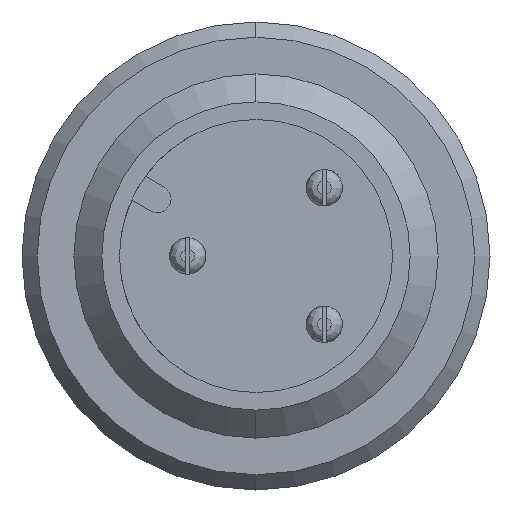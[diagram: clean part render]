
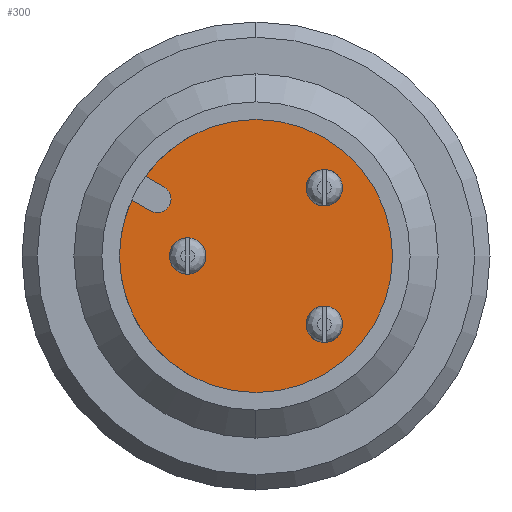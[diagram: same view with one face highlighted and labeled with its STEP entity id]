
A CAD part, left-side view. The second image highlights one B-rep face of the part: STEP entity #300.
In plain terms, the highlighted planar face has unit normal (-1, 0, 0).
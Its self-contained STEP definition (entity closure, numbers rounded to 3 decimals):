
#300=ADVANCED_FACE('',(#769,#770,#771,#772),#773,.T.);
#769=FACE_OUTER_BOUND('',#1412,.T.);
#770=FACE_BOUND('',#1413,.T.);
#771=FACE_BOUND('',#1414,.T.);
#772=FACE_BOUND('',#1415,.T.);
#773=PLANE('',#1416);
#1412=EDGE_LOOP('',(#3329,#3330,#3331,#3332,#3333,#3334,#3335));
#1413=EDGE_LOOP('',(#3336,#3337));
#1414=EDGE_LOOP('',(#3338,#3339));
#1415=EDGE_LOOP('',(#3340,#3341));
#1416=AXIS2_PLACEMENT_3D('',#3342,#3343,#3344);
#3329=ORIENTED_EDGE('',*,*,#4205,.T.);
#3330=ORIENTED_EDGE('',*,*,#4206,.T.);
#3331=ORIENTED_EDGE('',*,*,#4125,.T.);
#3332=ORIENTED_EDGE('',*,*,#4207,.T.);
#3333=ORIENTED_EDGE('',*,*,#4208,.T.);
#3334=ORIENTED_EDGE('',*,*,#4129,.F.);
#3335=ORIENTED_EDGE('',*,*,#4209,.F.);
#3336=ORIENTED_EDGE('',*,*,#4139,.T.);
#3337=ORIENTED_EDGE('',*,*,#4200,.T.);
#3338=ORIENTED_EDGE('',*,*,#4147,.T.);
#3339=ORIENTED_EDGE('',*,*,#4196,.T.);
#3340=ORIENTED_EDGE('',*,*,#4155,.T.);
#3341=ORIENTED_EDGE('',*,*,#4174,.T.);
#3342=CARTESIAN_POINT('',(-58.2,0.,0.));
#3343=DIRECTION('',(-1.0,0.0,0.0));
#3344=DIRECTION('',(0.0,1.0,0.0));
#4125=EDGE_CURVE('',#5186,#5183,#5187,.T.);
#4129=EDGE_CURVE('',#5191,#5194,#5195,.T.);
#4139=EDGE_CURVE('',#5200,#5212,#5214,.F.);
#4147=EDGE_CURVE('',#5216,#5228,#5230,.F.);
#4155=EDGE_CURVE('',#5232,#5244,#5246,.F.);
#4174=EDGE_CURVE('',#5244,#5232,#5277,.F.);
#4196=EDGE_CURVE('',#5228,#5216,#5311,.F.);
#4200=EDGE_CURVE('',#5212,#5200,#5315,.F.);
#4205=EDGE_CURVE('',#5320,#5321,#5322,.T.);
#4206=EDGE_CURVE('',#5321,#5186,#5323,.T.);
#4207=EDGE_CURVE('',#5183,#5324,#5325,.T.);
#4208=EDGE_CURVE('',#5324,#5194,#5326,.T.);
#4209=EDGE_CURVE('',#5320,#5191,#5327,.T.);
#5183=VERTEX_POINT('',#6774);
#5186=VERTEX_POINT('',#6778);
#5187=CIRCLE('',#6779,3.0);
#5191=VERTEX_POINT('',#6784);
#5194=VERTEX_POINT('',#6788);
#5195=CIRCLE('',#6789,0.3);
#5200=VERTEX_POINT('',#6795);
#5212=VERTEX_POINT('',#6810);
#5214=CIRCLE('',#6813,0.4);
#5216=VERTEX_POINT('',#6815);
#5228=VERTEX_POINT('',#6830);
#5230=CIRCLE('',#6833,0.4);
#5232=VERTEX_POINT('',#6835);
#5244=VERTEX_POINT('',#6850);
#5246=CIRCLE('',#6853,0.4);
#5277=CIRCLE('',#6920,0.4);
#5311=CIRCLE('',#6994,0.4);
#5315=CIRCLE('',#6999,0.4);
#5320=VERTEX_POINT('',#7005);
#5321=VERTEX_POINT('',#7006);
#5322=LINE('',#7007,#7008);
#5323=CIRCLE('',#7009,3.0);
#5324=VERTEX_POINT('',#7010);
#5325=CIRCLE('',#7011,3.0);
#5326=LINE('',#7012,#7013);
#5327=CIRCLE('',#7014,0.3);
#6774=CARTESIAN_POINT('',(-58.2,0.,3.0));
#6778=CARTESIAN_POINT('',(-58.2,0.,-3.0));
#6779=AXIS2_PLACEMENT_3D('',#7907,#7908,#7909);
#6784=CARTESIAN_POINT('',(-58.2,2.165,0.95));
#6788=CARTESIAN_POINT('',(-58.2,2.015,1.51));
#6789=AXIS2_PLACEMENT_3D('',#7915,#7916,#7917);
#6795=CARTESIAN_POINT('',(-58.2,-1.5,1.9));
#6810=CARTESIAN_POINT('',(-58.2,-1.5,1.1));
#6813=AXIS2_PLACEMENT_3D('',#7935,#7936,#7937);
#6815=CARTESIAN_POINT('',(-58.2,-1.5,-1.1));
#6830=CARTESIAN_POINT('',(-58.2,-1.5,-1.9));
#6833=AXIS2_PLACEMENT_3D('',#7951,#7952,#7953);
#6835=CARTESIAN_POINT('',(-58.2,1.5,0.4));
#6850=CARTESIAN_POINT('',(-58.2,1.5,-0.4));
#6853=AXIS2_PLACEMENT_3D('',#7967,#7968,#7969);
#6920=AXIS2_PLACEMENT_3D('',#7994,#7995,#7996);
#6994=AXIS2_PLACEMENT_3D('',#8022,#8023,#8024);
#6999=AXIS2_PLACEMENT_3D('',#8032,#8033,#8034);
#7005=CARTESIAN_POINT('',(-58.2,2.315,0.99));
#7006=CARTESIAN_POINT('',(-58.2,2.735,1.233));
#7007=CARTESIAN_POINT('',(-58.2,2.315,0.99));
#7008=VECTOR('',#8045,1000.0);
#7009=AXIS2_PLACEMENT_3D('',#8046,#8047,#8048);
#7010=CARTESIAN_POINT('',(-58.2,2.435,1.752));
#7011=AXIS2_PLACEMENT_3D('',#8049,#8050,#8051);
#7012=CARTESIAN_POINT('',(-58.2,2.435,1.752));
#7013=VECTOR('',#8052,1000.0);
#7014=AXIS2_PLACEMENT_3D('',#8053,#8054,#8055);
#7907=CARTESIAN_POINT('',(-58.2,0.,0.));
#7908=DIRECTION('',(-1.0,0.0,0.0));
#7909=DIRECTION('',(0.0,0.0,1.0));
#7915=CARTESIAN_POINT('',(-58.2,2.165,1.25));
#7916=DIRECTION('',(-1.0,0.0,0.0));
#7917=DIRECTION('',(0.0,0.0,1.0));
#7935=CARTESIAN_POINT('',(-58.2,-1.5,1.5));
#7936=DIRECTION('',(-1.0,0.0,0.0));
#7937=DIRECTION('',(0.0,0.0,1.0));
#7951=CARTESIAN_POINT('',(-58.2,-1.5,-1.5));
#7952=DIRECTION('',(-1.0,0.0,0.0));
#7953=DIRECTION('',(0.0,0.0,1.0));
#7967=CARTESIAN_POINT('',(-58.2,1.5,0.));
#7968=DIRECTION('',(-1.0,0.0,0.0));
#7969=DIRECTION('',(0.0,0.0,1.0));
#7994=CARTESIAN_POINT('',(-58.2,1.5,0.));
#7995=DIRECTION('',(-1.0,0.0,0.0));
#7996=DIRECTION('',(0.0,0.0,1.0));
#8022=CARTESIAN_POINT('',(-58.2,-1.5,-1.5));
#8023=DIRECTION('',(-1.0,0.0,0.0));
#8024=DIRECTION('',(0.0,0.0,1.0));
#8032=CARTESIAN_POINT('',(-58.2,-1.5,1.5));
#8033=DIRECTION('',(-1.0,0.0,0.0));
#8034=DIRECTION('',(0.0,0.0,1.0));
#8045=DIRECTION('',(0.0,0.866,0.5));
#8046=CARTESIAN_POINT('',(-58.2,0.,0.));
#8047=DIRECTION('',(-1.0,0.0,0.0));
#8048=DIRECTION('',(0.0,0.0,1.0));
#8049=CARTESIAN_POINT('',(-58.2,0.,0.));
#8050=DIRECTION('',(-1.0,0.0,0.0));
#8051=DIRECTION('',(0.0,0.0,1.0));
#8052=DIRECTION('',(0.0,-0.866,-0.5));
#8053=CARTESIAN_POINT('',(-58.2,2.165,1.25));
#8054=DIRECTION('',(-1.0,0.0,0.0));
#8055=DIRECTION('',(0.0,0.0,1.0));
